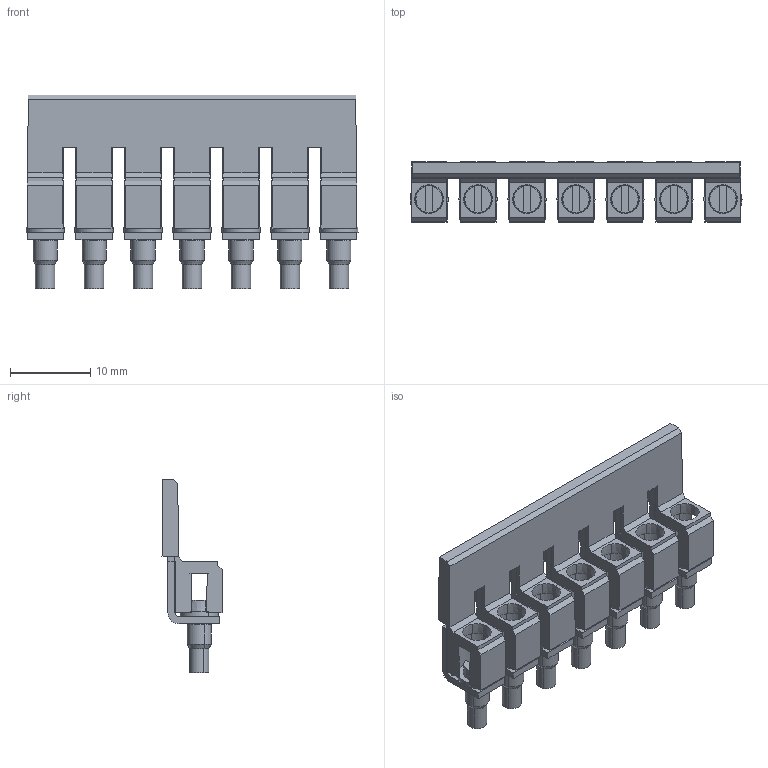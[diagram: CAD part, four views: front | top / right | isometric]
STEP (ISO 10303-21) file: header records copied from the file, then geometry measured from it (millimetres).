
FILE_DESCRIPTION(('CATIA V5 STEP Exchange','CAx-IF Rec.Pracs.--- Model Styling and Organization---1.4--- 2014-01-23'),'2;1');
FILE_NAME ('004747-8_0', '2021-06-18T10:35:23+00:00', ('none'), ('Weidmueller'), 'CATIA Version 5-6 Release 2016 SP3 HF44', 'CATIA V5 STEP AP214', 'none');
FILE_SCHEMA(('AUTOMOTIVE_DESIGN { 1 0 10303 214 1 1 1 1 }'));
Length unit declared in the file: millimetre
Products named in the file (1): 1057260000
Bounding box: 41.35 x 7.47 x 24.1 mm (x, y, z)
Volume: 2214.7 mm3; surface area: 4816.9 mm2
Topology: 2 solids, 2 shells, 365 faces, 1007 edges, 654 vertices
Faces by surface type: plane 225, cylinder 84, cone 56
Entity records: 10515 total; most frequent: CARTESIAN_POINT 2042, ORIENTED_EDGE 2014, DIRECTION 1303, EDGE_CURVE 1007, VERTEX_POINT 654, VECTOR 645, LINE 645, AXIS2_PLACEMENT_3D 483
